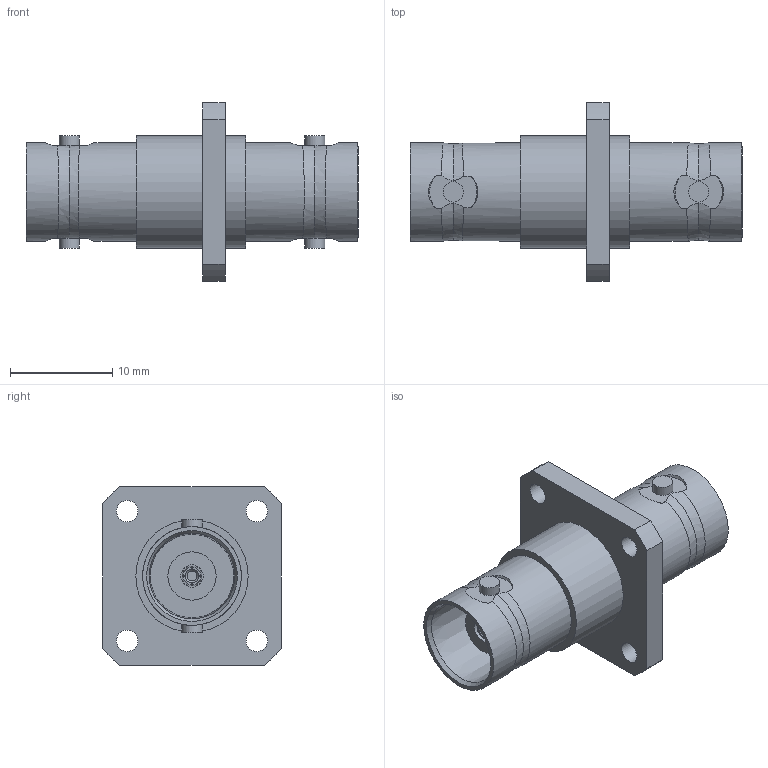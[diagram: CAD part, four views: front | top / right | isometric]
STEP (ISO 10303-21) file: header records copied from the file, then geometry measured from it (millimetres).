
FILE_DESCRIPTION (( 'STEP AP203' ), '1' );
FILE_NAME ('r141.710.000u.STEP', '2012-03-29T08:20:35', ( 'Radiall' ), ( 'Radiall' ), 'SwSTEP 2.0', 'SolidWorks 2011', '' );
FILE_SCHEMA (( 'CONFIG_CONTROL_DESIGN' ));
Length unit declared in the file: millimetre
Products named in the file (1): r141.710.000u
Bounding box: 32.51 x 17.5 x 17.5 mm (x, y, z)
Volume: 2490.4 mm3; surface area: 2178.9 mm2
Topology: 1 solids, 1 shells, 126 faces, 306 edges, 204 vertices
Faces by surface type: plane 52, cone 44, cylinder 22, bspline 8
Full cylindrical faces by diameter (mm): 1.98 x4, 2.1 x4, 2.23 x2, 4.72 x2, 9.6 x1, 9.67 x3, 11 x2
Entity records: 4231 total; most frequent: CARTESIAN_POINT 1469, ORIENTED_EDGE 556, DIRECTION 494, EDGE_CURVE 278, AXIS2_PLACEMENT_3D 213, VERTEX_POINT 198, EDGE_LOOP 178, FACE_OUTER_BOUND 144
